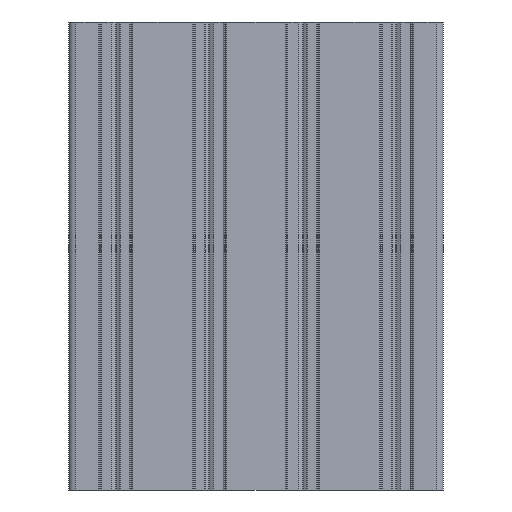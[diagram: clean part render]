
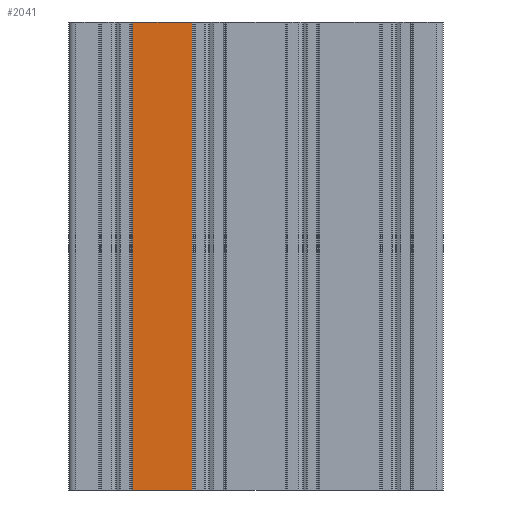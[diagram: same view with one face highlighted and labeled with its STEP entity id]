
A CAD part, left-side view. The second image highlights one B-rep face of the part: STEP entity #2041.
In plain terms, the highlighted planar face has unit normal (-1, 0, 0).
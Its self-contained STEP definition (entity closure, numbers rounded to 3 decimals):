
#181 = VECTOR ( 'NONE', #13936, 1000. ) ;
#491 = LINE ( 'NONE', #4586, #1988 ) ;
#640 = ORIENTED_EDGE ( 'NONE', *, *, #6377, .F. ) ;
#890 = FACE_OUTER_BOUND ( 'NONE', #11857, .T. ) ;
#1841 = ORIENTED_EDGE ( 'NONE', *, *, #15612, .T. ) ;
#1988 = VECTOR ( 'NONE', #8883, 1000. ) ;
#2041 = ADVANCED_FACE ( 'NONE', ( #890 ), #12121, .F. ) ;
#2594 = EDGE_CURVE ( 'NONE', #10084, #3452, #491, .T. ) ;
#2704 = CARTESIAN_POINT ( 'NONE',  ( -10., 43.65, 100. ) ) ;
#3452 = VERTEX_POINT ( 'NONE', #8649 ) ;
#3918 = CARTESIAN_POINT ( 'NONE',  ( -10., 43.65, 100. ) ) ;
#4586 = CARTESIAN_POINT ( 'NONE',  ( -10., 56.3, 100. ) ) ;
#4845 = DIRECTION ( 'NONE',  ( 0., -1., 0. ) ) ;
#5729 = DIRECTION ( 'NONE',  ( 1., 0., 0. ) ) ;
#6377 = EDGE_CURVE ( 'NONE', #10084, #17113, #12461, .T. ) ;
#8468 = DIRECTION ( 'NONE',  ( 0., 1., 0. ) ) ;
#8649 = CARTESIAN_POINT ( 'NONE',  ( -10., 56.3, 0. ) ) ;
#8883 = DIRECTION ( 'NONE',  ( 0., 0., -1. ) ) ;
#9115 = VECTOR ( 'NONE', #11280, 1000. ) ;
#9249 = EDGE_CURVE ( 'NONE', #17113, #11774, #9550, .T. ) ;
#9550 = LINE ( 'NONE', #2704, #181 ) ;
#9820 = CARTESIAN_POINT ( 'NONE',  ( -10., 56.3, 100. ) ) ;
#10084 = VERTEX_POINT ( 'NONE', #9820 ) ;
#11068 = AXIS2_PLACEMENT_3D ( 'NONE', #17680, #5729, #8468 ) ;
#11175 = ORIENTED_EDGE ( 'NONE', *, *, #9249, .F. ) ;
#11280 = DIRECTION ( 'NONE',  ( 0., -1., 0. ) ) ;
#11774 = VERTEX_POINT ( 'NONE', #17942 ) ;
#11857 = EDGE_LOOP ( 'NONE', ( #1841, #11175, #640, #15745 ) ) ;
#11868 = LINE ( 'NONE', #17346, #17260 ) ;
#12121 = PLANE ( 'NONE',  #11068 ) ;
#12461 = LINE ( 'NONE', #14199, #9115 ) ;
#13936 = DIRECTION ( 'NONE',  ( 0., 0., -1. ) ) ;
#14199 = CARTESIAN_POINT ( 'NONE',  ( -10., 56.3, 100. ) ) ;
#15612 = EDGE_CURVE ( 'NONE', #3452, #11774, #11868, .T. ) ;
#15745 = ORIENTED_EDGE ( 'NONE', *, *, #2594, .T. ) ;
#17113 = VERTEX_POINT ( 'NONE', #3918 ) ;
#17260 = VECTOR ( 'NONE', #4845, 1000. ) ;
#17346 = CARTESIAN_POINT ( 'NONE',  ( -10., 43.65, 0. ) ) ;
#17680 = CARTESIAN_POINT ( 'NONE',  ( -10., 43.65, 100. ) ) ;
#17942 = CARTESIAN_POINT ( 'NONE',  ( -10., 43.65, 0. ) ) ;
